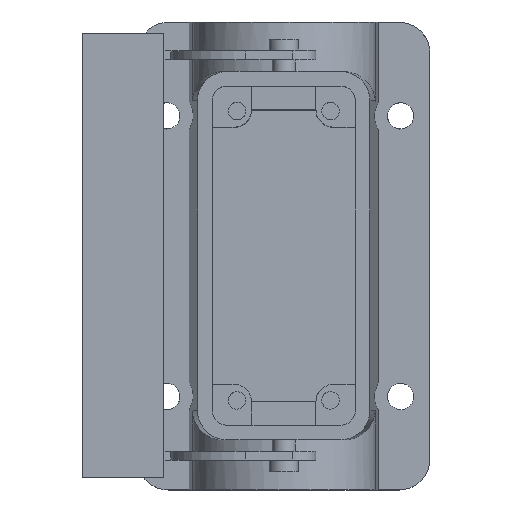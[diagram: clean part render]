
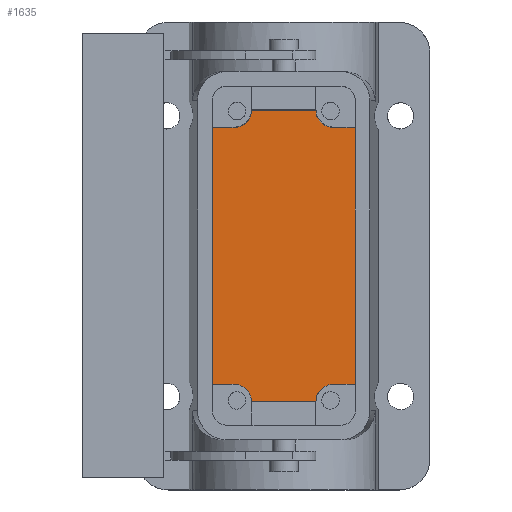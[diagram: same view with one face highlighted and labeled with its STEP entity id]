
A CAD part, top view. The second image highlights one B-rep face of the part: STEP entity #1635.
In plain terms, the highlighted planar face has unit normal (0, 0, 1).
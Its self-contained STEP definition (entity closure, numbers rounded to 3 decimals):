
#342=AXIS2_PLACEMENT_3D('Circle Axis2P3D',#340,#341,$) ;
#436=AXIS2_PLACEMENT_3D('Circle Axis2P3D',#434,#435,$) ;
#1558=AXIS2_PLACEMENT_3D('Plane Axis2P3D',#1555,#1556,#1557) ;
#1562=AXIS2_PLACEMENT_3D('Circle Axis2P3D',#1560,#1561,$) ;
#1611=AXIS2_PLACEMENT_3D('Circle Axis2P3D',#1609,#1610,$) ;
#337=CARTESIAN_POINT('Vertex',(29.,15.,4.5)) ;
#340=CARTESIAN_POINT('Axis2P3D Location',(26.,15.,4.5)) ;
#344=CARTESIAN_POINT('Vertex',(26.,18.,4.5)) ;
#431=CARTESIAN_POINT('Vertex',(43.,18.,4.5)) ;
#434=CARTESIAN_POINT('Axis2P3D Location',(43.,15.,4.5)) ;
#438=CARTESIAN_POINT('Vertex',(40.,15.,4.5)) ;
#457=CARTESIAN_POINT('Line Origine',(34.5,15.,4.5)) ;
#1555=CARTESIAN_POINT('Axis2P3D Location',(34.5,40.,4.5)) ;
#1560=CARTESIAN_POINT('Axis2P3D Location',(26.,65.,4.5)) ;
#1564=CARTESIAN_POINT('Vertex',(26.,62.,4.5)) ;
#1566=CARTESIAN_POINT('Vertex',(29.,65.,4.5)) ;
#1569=CARTESIAN_POINT('Line Origine',(24.125,62.,4.5)) ;
#1573=CARTESIAN_POINT('Vertex',(22.25,62.,4.5)) ;
#1576=CARTESIAN_POINT('Line Origine',(22.25,40.,4.5)) ;
#1580=CARTESIAN_POINT('Vertex',(22.25,18.,4.5)) ;
#1583=CARTESIAN_POINT('Line Origine',(24.125,18.,4.5)) ;
#1588=CARTESIAN_POINT('Line Origine',(44.875,18.,4.5)) ;
#1592=CARTESIAN_POINT('Vertex',(46.75,18.,4.5)) ;
#1595=CARTESIAN_POINT('Line Origine',(46.75,40.,4.5)) ;
#1599=CARTESIAN_POINT('Vertex',(46.75,62.,4.5)) ;
#1602=CARTESIAN_POINT('Line Origine',(44.875,62.,4.5)) ;
#1606=CARTESIAN_POINT('Vertex',(43.,62.,4.5)) ;
#1609=CARTESIAN_POINT('Axis2P3D Location',(43.,65.,4.5)) ;
#1613=CARTESIAN_POINT('Vertex',(40.,65.,4.5)) ;
#1616=CARTESIAN_POINT('Line Origine',(34.5,65.,4.5)) ;
#341=DIRECTION('Axis2P3D Direction',(0.,0.,-1.)) ;
#435=DIRECTION('Axis2P3D Direction',(-0.,0.,-1.)) ;
#458=DIRECTION('Vector Direction',(-1.,0.,0.)) ;
#1556=DIRECTION('Axis2P3D Direction',(-0.,0.,1.)) ;
#1557=DIRECTION('Axis2P3D XDirection',(0.,-1.,0.)) ;
#1561=DIRECTION('Axis2P3D Direction',(-0.,0.,1.)) ;
#1570=DIRECTION('Vector Direction',(-1.,0.,0.)) ;
#1577=DIRECTION('Vector Direction',(0.,1.,0.)) ;
#1584=DIRECTION('Vector Direction',(-1.,0.,0.)) ;
#1589=DIRECTION('Vector Direction',(1.,0.,0.)) ;
#1596=DIRECTION('Vector Direction',(0.,-1.,0.)) ;
#1603=DIRECTION('Vector Direction',(1.,0.,0.)) ;
#1610=DIRECTION('Axis2P3D Direction',(-0.,0.,1.)) ;
#1617=DIRECTION('Vector Direction',(-1.,0.,0.)) ;
#459=VECTOR('Line Direction',#458,1.) ;
#1571=VECTOR('Line Direction',#1570,1.) ;
#1578=VECTOR('Line Direction',#1577,1.) ;
#1585=VECTOR('Line Direction',#1584,1.) ;
#1590=VECTOR('Line Direction',#1589,1.) ;
#1597=VECTOR('Line Direction',#1596,1.) ;
#1604=VECTOR('Line Direction',#1603,1.) ;
#1618=VECTOR('Line Direction',#1617,1.) ;
#1622=ORIENTED_EDGE('',*,*,#1568,.F.) ;
#1623=ORIENTED_EDGE('',*,*,#1575,.T.) ;
#1624=ORIENTED_EDGE('',*,*,#1582,.T.) ;
#1625=ORIENTED_EDGE('',*,*,#1587,.F.) ;
#1626=ORIENTED_EDGE('',*,*,#346,.F.) ;
#1627=ORIENTED_EDGE('',*,*,#461,.F.) ;
#1628=ORIENTED_EDGE('',*,*,#440,.F.) ;
#1629=ORIENTED_EDGE('',*,*,#1594,.T.) ;
#1630=ORIENTED_EDGE('',*,*,#1601,.T.) ;
#1631=ORIENTED_EDGE('',*,*,#1608,.F.) ;
#1632=ORIENTED_EDGE('',*,*,#1615,.F.) ;
#1633=ORIENTED_EDGE('',*,*,#1620,.T.) ;
#1635=ADVANCED_FACE('Housing',(#1634),#1559,.T.) ;
#343=CIRCLE('generated circle',#342,3.) ;
#437=CIRCLE('generated circle',#436,3.) ;
#1563=CIRCLE('generated circle',#1562,3.) ;
#1612=CIRCLE('generated circle',#1611,3.) ;
#346=EDGE_CURVE('',#338,#345,#343,.F.) ;
#440=EDGE_CURVE('',#432,#439,#437,.F.) ;
#461=EDGE_CURVE('',#439,#338,#460,.T.) ;
#1568=EDGE_CURVE('',#1565,#1567,#1563,.T.) ;
#1575=EDGE_CURVE('',#1565,#1574,#1572,.T.) ;
#1582=EDGE_CURVE('',#1574,#1581,#1579,.F.) ;
#1587=EDGE_CURVE('',#345,#1581,#1586,.T.) ;
#1594=EDGE_CURVE('',#432,#1593,#1591,.T.) ;
#1601=EDGE_CURVE('',#1593,#1600,#1598,.F.) ;
#1608=EDGE_CURVE('',#1607,#1600,#1605,.T.) ;
#1615=EDGE_CURVE('',#1614,#1607,#1612,.T.) ;
#1620=EDGE_CURVE('',#1614,#1567,#1619,.T.) ;
#1621=EDGE_LOOP('',(#1622,#1623,#1624,#1625,#1626,#1627,#1628,#1629,#1630,#1631,#1632,#1633)) ;
#1634=FACE_OUTER_BOUND('',#1621,.T.) ;
#460=LINE('Line',#457,#459) ;
#1572=LINE('Line',#1569,#1571) ;
#1579=LINE('Line',#1576,#1578) ;
#1586=LINE('Line',#1583,#1585) ;
#1591=LINE('Line',#1588,#1590) ;
#1598=LINE('Line',#1595,#1597) ;
#1605=LINE('Line',#1602,#1604) ;
#1619=LINE('Line',#1616,#1618) ;
#1559=PLANE('',#1558) ;
#338=VERTEX_POINT('',#337) ;
#345=VERTEX_POINT('',#344) ;
#432=VERTEX_POINT('',#431) ;
#439=VERTEX_POINT('',#438) ;
#1565=VERTEX_POINT('',#1564) ;
#1567=VERTEX_POINT('',#1566) ;
#1574=VERTEX_POINT('',#1573) ;
#1581=VERTEX_POINT('',#1580) ;
#1593=VERTEX_POINT('',#1592) ;
#1600=VERTEX_POINT('',#1599) ;
#1607=VERTEX_POINT('',#1606) ;
#1614=VERTEX_POINT('',#1613) ;
